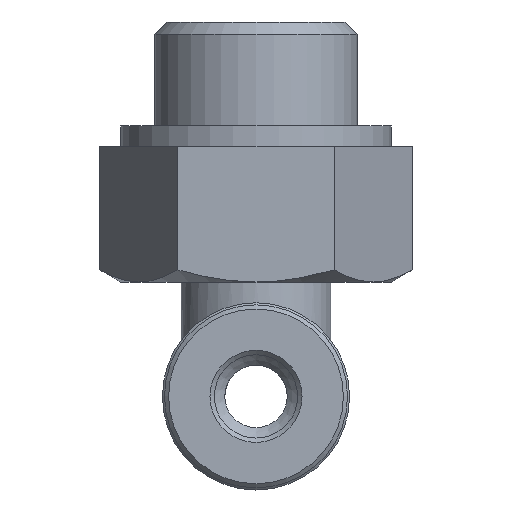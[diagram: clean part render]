
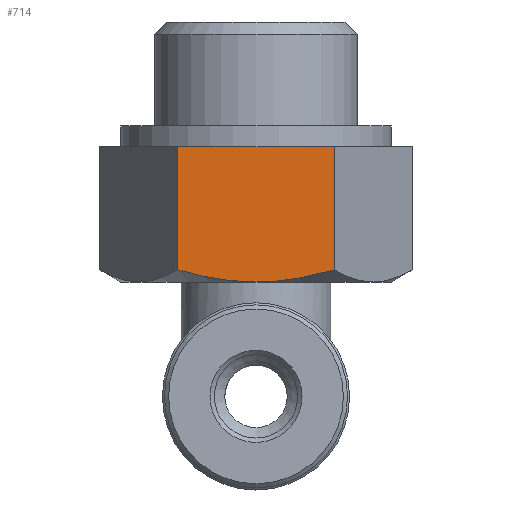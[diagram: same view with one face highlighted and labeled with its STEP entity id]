
A CAD part, left-side view. The second image highlights one B-rep face of the part: STEP entity #714.
In plain terms, the highlighted planar face has unit normal (-1, 0, 0).
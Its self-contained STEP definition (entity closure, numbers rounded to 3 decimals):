
#20=LINE('',#1261,#38);
#21=LINE('',#1263,#39);
#22=LINE('',#1265,#40);
#23=LINE('',#1267,#41);
#38=VECTOR('',#1009,1000.);
#39=VECTOR('',#1010,1000.);
#40=VECTOR('',#1011,1000.);
#41=VECTOR('',#1012,1000.);
#63=PLANE('',#822);
#79=B_SPLINE_CURVE_WITH_KNOTS('',3,(#1108,#1109,#1110,#1111),
 .UNSPECIFIED.,.F.,.F.,(4,4),(0.008,0.012),
 .UNSPECIFIED.);
#80=B_SPLINE_CURVE_WITH_KNOTS('',3,(#1117,#1118,#1119,#1120),
 .UNSPECIFIED.,.F.,.F.,(4,4),(0.012,0.016),
 .UNSPECIFIED.);
#201=ORIENTED_EDGE('',*,*,#328,.F.);
#202=ORIENTED_EDGE('',*,*,#329,.F.);
#203=ORIENTED_EDGE('',*,*,#330,.F.);
#204=ORIENTED_EDGE('',*,*,#331,.T.);
#205=ORIENTED_EDGE('',*,*,#285,.F.);
#206=ORIENTED_EDGE('',*,*,#282,.F.);
#282=EDGE_CURVE('',#364,#365,#79,.T.);
#285=EDGE_CURVE('',#365,#367,#80,.T.);
#328=EDGE_CURVE('',#404,#364,#20,.T.);
#329=EDGE_CURVE('',#405,#404,#21,.T.);
#330=EDGE_CURVE('',#406,#405,#22,.T.);
#331=EDGE_CURVE('',#406,#367,#23,.T.);
#364=VERTEX_POINT('',#1107);
#365=VERTEX_POINT('',#1112);
#367=VERTEX_POINT('',#1121);
#404=VERTEX_POINT('',#1262);
#405=VERTEX_POINT('',#1264);
#406=VERTEX_POINT('',#1266);
#539=EDGE_LOOP('',(#201,#202,#203,#204,#205,#206));
#635=FACE_BOUND('',#539,.T.);
#714=ADVANCED_FACE('',(#635),#63,.F.);
#822=AXIS2_PLACEMENT_3D('',#1260,#1007,#1008);
#1007=DIRECTION('',(1.,0.,0.));
#1008=DIRECTION('',(0.,0.,-1.));
#1009=DIRECTION('',(0.,0.,-1.));
#1010=DIRECTION('',(0.,-1.,0.));
#1011=DIRECTION('',(0.,-1.,0.));
#1012=DIRECTION('',(0.,0.,-1.));
#1107=CARTESIAN_POINT('',(-6.5,-3.753,-6.919));
#1108=CARTESIAN_POINT('',(-6.5,-3.753,-6.919));
#1109=CARTESIAN_POINT('',(-6.5,-2.53,-7.272));
#1110=CARTESIAN_POINT('',(-6.5,-1.285,-7.5));
#1111=CARTESIAN_POINT('',(-6.5,0.,-7.5));
#1112=CARTESIAN_POINT('',(-6.5,0.,-7.5));
#1117=CARTESIAN_POINT('',(-6.5,0.,-7.5));
#1118=CARTESIAN_POINT('',(-6.5,1.285,-7.5));
#1119=CARTESIAN_POINT('',(-6.5,2.532,-7.272));
#1120=CARTESIAN_POINT('',(-6.5,3.753,-6.919));
#1121=CARTESIAN_POINT('',(-6.5,3.753,-6.919));
#1260=CARTESIAN_POINT('',(-6.5,3.753,-1.));
#1261=CARTESIAN_POINT('',(-6.5,-3.753,-1.));
#1262=CARTESIAN_POINT('',(-6.5,-3.753,-1.));
#1263=CARTESIAN_POINT('',(-6.5,3.753,-1.));
#1264=CARTESIAN_POINT('',(-6.5,0.,-1.));
#1265=CARTESIAN_POINT('',(-6.5,3.753,-1.));
#1266=CARTESIAN_POINT('',(-6.5,3.753,-1.));
#1267=CARTESIAN_POINT('',(-6.5,3.753,-1.));
